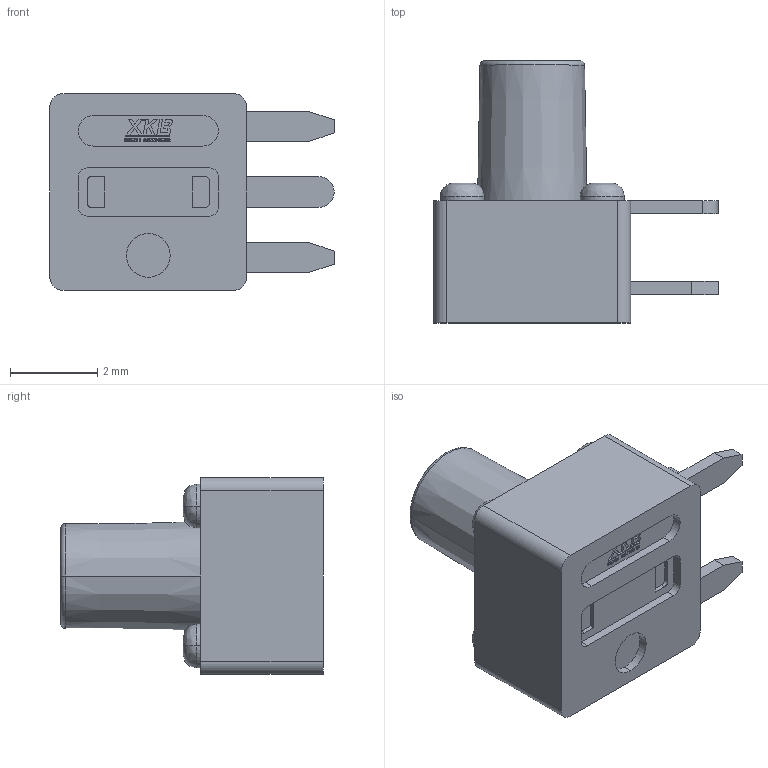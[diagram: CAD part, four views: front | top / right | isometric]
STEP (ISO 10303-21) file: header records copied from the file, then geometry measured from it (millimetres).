
FILE_DESCRIPTION(('STEP AP242'),'1');
FILE_NAME('tc-1109de-a-f.stp','2021-01-02T18:55:02',('TraceParts'),('TraceParts S.A.'),'Spatial InterOp 3D',' ',' ');
FILE_SCHEMA(('AP242_MANAGED_MODEL_BASED_3D_ENGINEERING_MIM_LF {1 0 10303 442 1 1 4}'));
Length unit declared in the file: millimetre
Products named in the file (1): tc-1109de-a-f
Bounding box: 6.5 x 6 x 4.5 mm (x, y, z)
Volume: 72.4 mm3; surface area: 132.3 mm2
Topology: 1 solids, 1 shells, 520 faces, 1451 edges, 965 vertices
Faces by surface type: plane 477, cylinder 31, bspline 8, torus 2, cone 2
Entity records: 16607 total; most frequent: CARTESIAN_POINT 3153, ORIENTED_EDGE 2902, DIRECTION 2566, EDGE_CURVE 1451, LINE 1362, VECTOR 1362, VERTEX_POINT 965, AXIS2_PLACEMENT_3D 602
